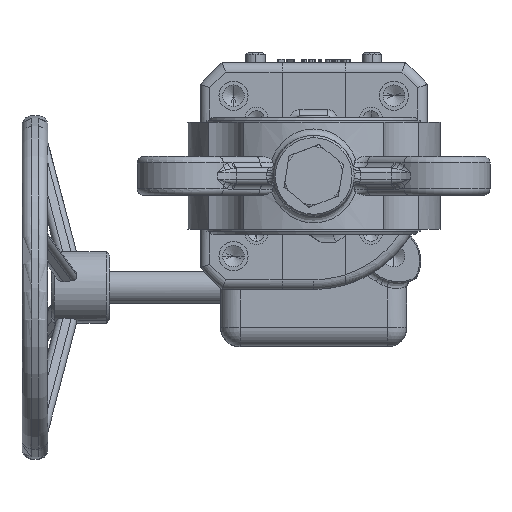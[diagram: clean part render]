
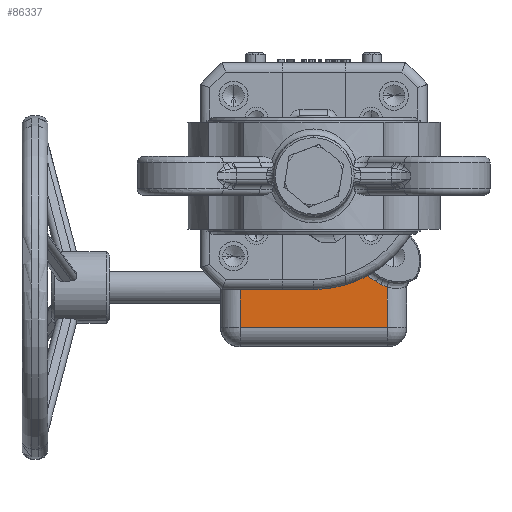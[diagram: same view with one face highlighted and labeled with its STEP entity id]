
A CAD part, front view. The second image highlights one B-rep face of the part: STEP entity #86337.
In plain terms, the highlighted face is planar.
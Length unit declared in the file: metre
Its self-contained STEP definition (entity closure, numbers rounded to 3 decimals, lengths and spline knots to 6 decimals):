
#2659 = CARTESIAN_POINT ( 'NONE',  ( -0.026228, 0.021577, -0.0165 ) ) ;
#5148 = CARTESIAN_POINT ( 'NONE',  ( 0., 0., -0.0165 ) ) ;
#5684 = EDGE_CURVE ( 'NONE', #22840, #27130, #10995, .T. ) ;
#6048 = CARTESIAN_POINT ( 'NONE',  ( 0.020689, 0.033455, -0.0165 ) ) ;
#6288 = AXIS2_PLACEMENT_3D ( 'NONE', #32982, #66940, #24640 ) ;
#6639 = EDGE_CURVE ( 'NONE', #69855, #19927, #59449, .T. ) ;
#7162 = PLANE ( 'NONE',  #27391 ) ;
#7354 = CARTESIAN_POINT ( 'NONE',  ( -0.014824, 0.029526, -0.0165 ) ) ;
#8808 = ORIENTED_EDGE ( 'NONE', *, *, #50937, .T. ) ;
#10312 = CARTESIAN_POINT ( 'NONE',  ( -0.020689, 0.033455, -0.0165 ) ) ;
#10995 = LINE ( 'NONE', #96241, #13168 ) ;
#12108 = AXIS2_PLACEMENT_3D ( 'NONE', #47880, #106939, #65120 ) ;
#12944 = DIRECTION ( 'NONE',  ( 0., 0., 1. ) ) ;
#13168 = VECTOR ( 'NONE', #19913, 1. ) ;
#13180 = DIRECTION ( 'NONE',  ( 0., 0., 1. ) ) ;
#15685 = AXIS2_PLACEMENT_3D ( 'NONE', #34516, #60108, #16666 ) ;
#16044 = CARTESIAN_POINT ( 'NONE',  ( 0.02273, 0.052, -0.0165 ) ) ;
#16543 = VERTEX_POINT ( 'NONE', #77590 ) ;
#16666 = DIRECTION ( 'NONE',  ( 0., 1., 0. ) ) ;
#17262 = VERTEX_POINT ( 'NONE', #97982 ) ;
#18890 = EDGE_CURVE ( 'NONE', #20830, #37916, #45699, .T. ) ;
#19913 = DIRECTION ( 'NONE',  ( -0.819, -0.574, 0. ) ) ;
#19927 = VERTEX_POINT ( 'NONE', #88330 ) ;
#20830 = VERTEX_POINT ( 'NONE', #7354 ) ;
#22840 = VERTEX_POINT ( 'NONE', #51560 ) ;
#23041 = CARTESIAN_POINT ( 'NONE',  ( 0., 0.033038, -0.0165 ) ) ;
#24640 = DIRECTION ( 'NONE',  ( 0., 1., 0. ) ) ;
#25982 = ORIENTED_EDGE ( 'NONE', *, *, #109305, .T. ) ;
#26872 = CARTESIAN_POINT ( 'NONE',  ( 0., 0., -0.0165 ) ) ;
#27130 = VERTEX_POINT ( 'NONE', #72708 ) ;
#27391 = AXIS2_PLACEMENT_3D ( 'NONE', #100205, #82934, #109694 ) ;
#30580 = EDGE_CURVE ( 'NONE', #71754, #20830, #95075, .T. ) ;
#31600 = EDGE_LOOP ( 'NONE', ( #51017, #52385, #25982, #44586, #34523, #47798, #48983, #8808, #105562, #58701, #62780 ) ) ;
#32982 = CARTESIAN_POINT ( 'NONE',  ( 0.024749, 0.024749, -0.0165 ) ) ;
#33260 = EDGE_CURVE ( 'NONE', #17262, #16543, #60750, .T. ) ;
#34516 = CARTESIAN_POINT ( 'NONE',  ( -0.024749, 0.024749, -0.0165 ) ) ;
#34523 = ORIENTED_EDGE ( 'NONE', *, *, #43167, .T. ) ;
#35353 = CIRCLE ( 'NONE', #97586, 0.013106 ) ;
#36097 = DIRECTION ( 'NONE',  ( 0., 1., 0. ) ) ;
#37844 = CARTESIAN_POINT ( 'NONE',  ( 0.003352, 0.016799, -0.0165 ) ) ;
#37916 = VERTEX_POINT ( 'NONE', #66914 ) ;
#40228 = DIRECTION ( 'NONE',  ( 0., 1., 0. ) ) ;
#43167 = EDGE_CURVE ( 'NONE', #27130, #71754, #79069, .T. ) ;
#44139 = DIRECTION ( 'NONE',  ( 0., 1., 0. ) ) ;
#44586 = ORIENTED_EDGE ( 'NONE', *, *, #5684, .T. ) ;
#45699 = LINE ( 'NONE', #37844, #53977 ) ;
#47725 = CIRCLE ( 'NONE', #15685, 0.009606 ) ;
#47798 = ORIENTED_EDGE ( 'NONE', *, *, #30580, .T. ) ;
#47880 = CARTESIAN_POINT ( 'NONE',  ( 0.026228, 0.021577, -0.0165 ) ) ;
#48983 = ORIENTED_EDGE ( 'NONE', *, *, #18890, .T. ) ;
#50937 = EDGE_CURVE ( 'NONE', #37916, #53008, #47725, .T. ) ;
#51017 = ORIENTED_EDGE ( 'NONE', *, *, #6639, .T. ) ;
#51560 = CARTESIAN_POINT ( 'NONE',  ( 0.019239, 0.032617, -0.0165 ) ) ;
#52385 = ORIENTED_EDGE ( 'NONE', *, *, #92928, .T. ) ;
#52409 = DIRECTION ( 'NONE',  ( 0., 1., 0. ) ) ;
#53008 = VERTEX_POINT ( 'NONE', #10312 ) ;
#53977 = VECTOR ( 'NONE', #79662, 1. ) ;
#58701 = ORIENTED_EDGE ( 'NONE', *, *, #33260, .T. ) ;
#59449 = LINE ( 'NONE', #16044, #91562 ) ;
#60108 = DIRECTION ( 'NONE',  ( 0., 0., 1. ) ) ;
#60688 = CARTESIAN_POINT ( 'NONE',  ( 0.02273, 0.04673, -0.0165 ) ) ;
#60750 = LINE ( 'NONE', #78593, #96852 ) ;
#61158 = CARTESIAN_POINT ( 'NONE',  ( 0.028, 0.04673, -0.0165 ) ) ;
#61619 = EDGE_CURVE ( 'NONE', #53008, #17262, #35353, .T. ) ;
#61951 = CIRCLE ( 'NONE', #12108, 0.013106 ) ;
#62780 = ORIENTED_EDGE ( 'NONE', *, *, #62801, .T. ) ;
#62801 = EDGE_CURVE ( 'NONE', #16543, #69855, #103531, .T. ) ;
#65120 = DIRECTION ( 'NONE',  ( 0., 1., 0. ) ) ;
#66188 = FACE_OUTER_BOUND ( 'NONE', #31600, .T. ) ;
#66810 = VECTOR ( 'NONE', #82654, 1. ) ;
#66914 = CARTESIAN_POINT ( 'NONE',  ( -0.019239, 0.032617, -0.0165 ) ) ;
#66940 = DIRECTION ( 'NONE',  ( 0., 0., 1. ) ) ;
#69855 = VERTEX_POINT ( 'NONE', #60688 ) ;
#70147 = AXIS2_PLACEMENT_3D ( 'NONE', #5148, #12944, #40228 ) ;
#71754 = VERTEX_POINT ( 'NONE', #23041 ) ;
#72708 = CARTESIAN_POINT ( 'NONE',  ( 0.014824, 0.029526, -0.0165 ) ) ;
#76179 = VERTEX_POINT ( 'NONE', #6048 ) ;
#77590 = CARTESIAN_POINT ( 'NONE',  ( -0.02273, 0.04673, -0.0165 ) ) ;
#78593 = CARTESIAN_POINT ( 'NONE',  ( -0.02273, 0.052524, -0.0165 ) ) ;
#79069 = CIRCLE ( 'NONE', #70147, 0.033038 ) ;
#79662 = DIRECTION ( 'NONE',  ( -0.819, 0.574, 0. ) ) ;
#82654 = DIRECTION ( 'NONE',  ( 1., 0., 0. ) ) ;
#82934 = DIRECTION ( 'NONE',  ( 0., 0., -1. ) ) ;
#86337 = ADVANCED_FACE ( 'NONE', ( #66188 ), #7162, .T. ) ;
#88330 = CARTESIAN_POINT ( 'NONE',  ( 0.02273, 0.034207, -0.0165 ) ) ;
#91562 = VECTOR ( 'NONE', #109073, 1. ) ;
#92928 = EDGE_CURVE ( 'NONE', #19927, #76179, #61951, .T. ) ;
#94811 = DIRECTION ( 'NONE',  ( 0., 0., 1. ) ) ;
#95075 = CIRCLE ( 'NONE', #102120, 0.033038 ) ;
#96241 = CARTESIAN_POINT ( 'NONE',  ( 0.034225, 0.04311, -0.0165 ) ) ;
#96852 = VECTOR ( 'NONE', #52409, 1. ) ;
#97586 = AXIS2_PLACEMENT_3D ( 'NONE', #2659, #13180, #36097 ) ;
#97982 = CARTESIAN_POINT ( 'NONE',  ( -0.02273, 0.034207, -0.0165 ) ) ;
#100205 = CARTESIAN_POINT ( 'NONE',  ( 0.028, 0.052, -0.0165 ) ) ;
#102120 = AXIS2_PLACEMENT_3D ( 'NONE', #26872, #94811, #44139 ) ;
#102387 = CIRCLE ( 'NONE', #6288, 0.009606 ) ;
#103531 = LINE ( 'NONE', #61158, #66810 ) ;
#105562 = ORIENTED_EDGE ( 'NONE', *, *, #61619, .T. ) ;
#106939 = DIRECTION ( 'NONE',  ( 0., 0., 1. ) ) ;
#109073 = DIRECTION ( 'NONE',  ( 0., -1., 0. ) ) ;
#109305 = EDGE_CURVE ( 'NONE', #76179, #22840, #102387, .T. ) ;
#109694 = DIRECTION ( 'NONE',  ( 0., 1., 0. ) ) ;
